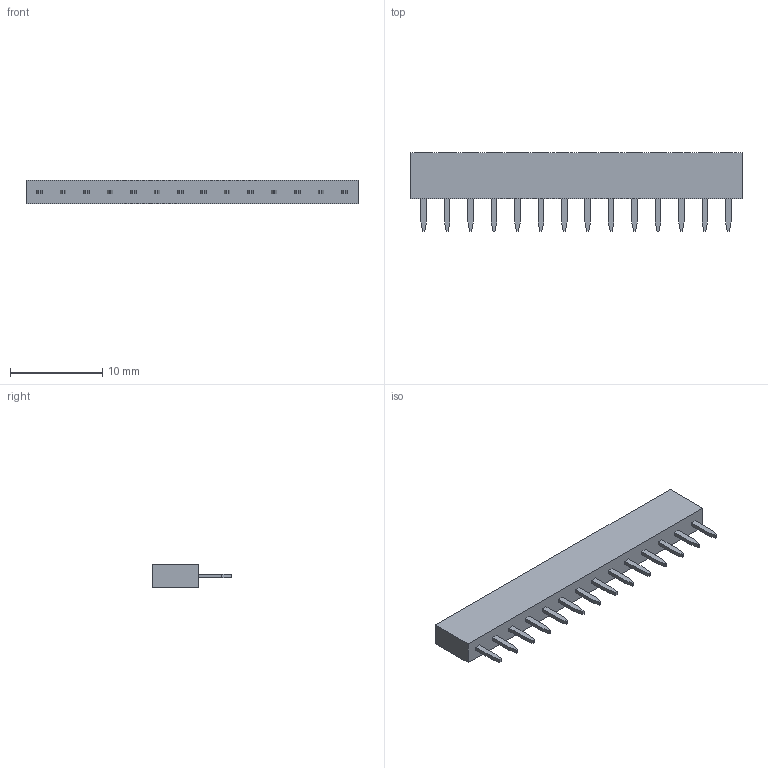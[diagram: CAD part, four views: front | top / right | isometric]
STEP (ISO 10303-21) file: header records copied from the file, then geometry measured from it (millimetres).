
FILE_DESCRIPTION (( 'STEP AP203' ), '1' );
FILE_NAME ('DS1023-14.STEP', '2022-06-26T10:42:57', ( '' ), ( '' ), 'SwSTEP 2.0', 'SolidWorks 2020', '' );
FILE_SCHEMA (( 'CONFIG_CONTROL_DESIGN' ));
Length unit declared in the file: millimetre
Products named in the file (1): DS1023-14
Bounding box: 36 x 8.5 x 2.5 mm (x, y, z)
Volume: 429.4 mm3; surface area: 786.9 mm2
Topology: 1 solids, 1 shells, 230 faces, 544 edges, 344 vertices
Faces by surface type: plane 230
Entity records: 6477 total; most frequent: CARTESIAN_POINT 1119, ORIENTED_EDGE 1088, DIRECTION 1006, VECTOR 544, EDGE_CURVE 544, LINE 544, VERTEX_POINT 344, EDGE_LOOP 258
